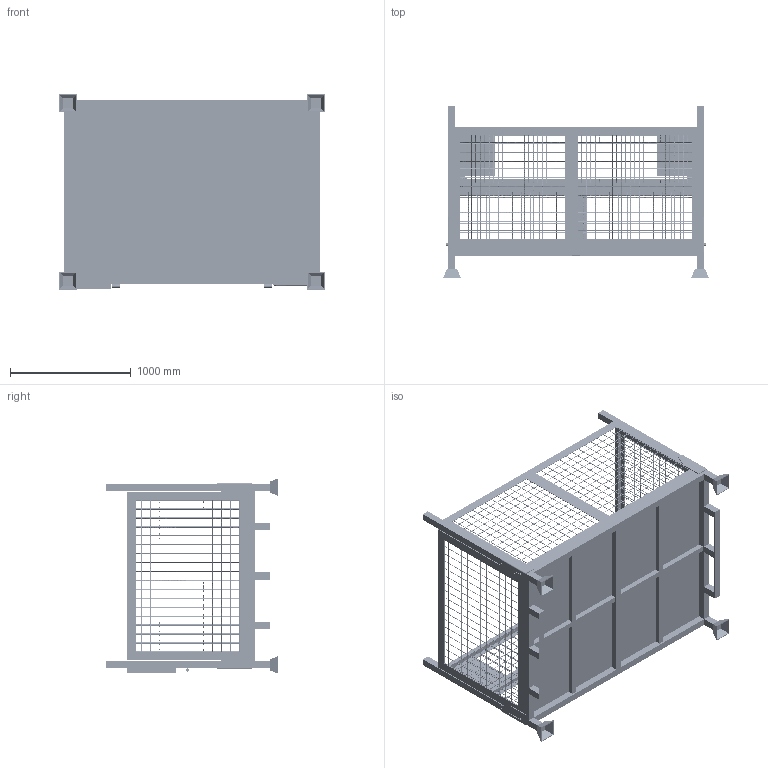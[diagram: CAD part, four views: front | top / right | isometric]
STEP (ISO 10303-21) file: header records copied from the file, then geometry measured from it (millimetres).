
FILE_DESCRIPTION(('FreeCAD Model'),'2;1');
FILE_NAME('Open CASCADE Shape Model','2025-05-04T14:22:34',('FreeCAD'),( 'FreeCAD'),'Open CASCADE STEP processor 7.6','FreeCAD','Unknown');
FILE_SCHEMA(('AUTOMOTIVE_DESIGN { 1 0 10303 214 1 1 1 1 }'));
Products named in the file (1): Open CASCADE STEP translator 7.6 1
Bounding box: 2200.14 x 1429.27 x 1617.48 mm (x, y, z)
Volume: 109847681.1 mm3; surface area: 20851758.6 mm2
Topology: 35 solids, 35 shells, 3367 faces, 11986 edges, 6624 vertices
Faces by surface type: bspline 3367
Entity records: 169928 total; most frequent: CARTESIAN_POINT 108656, ORIENTED_EDGE 23972, EDGE_CURVE 11986, B_SPLINE_CURVE_WITH_KNOTS 6944, VERTEX_POINT 6624, FACE_BOUND 3854, EDGE_LOOP 3854, ADVANCED_FACE 3367
